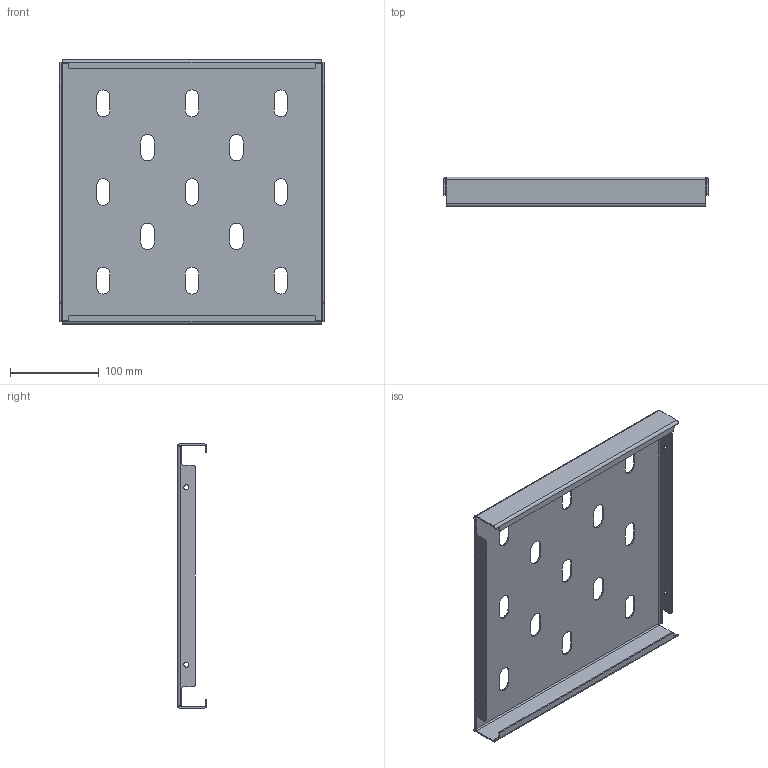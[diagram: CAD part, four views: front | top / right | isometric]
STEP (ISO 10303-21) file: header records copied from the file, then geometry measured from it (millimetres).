
FILE_DESCRIPTION (( 'STEP AP214' ), '1' );
FILE_NAME ('945.144.STEP', '2024-10-04T05:06:53', ( '' ), ( '' ), 'SwSTEP 2.0', 'SolidWorks 2021', '' );
FILE_SCHEMA (( 'AUTOMOTIVE_DESIGN' ));
Length unit declared in the file: millimetre
Products named in the file (1): 945.144
Bounding box: 298 x 33 x 298 mm (x, y, z)
Volume: 171731.8 mm3; surface area: 232674.1 mm2
Topology: 1 solids, 1 shells, 159 faces, 431 edges, 274 vertices
Faces by surface type: cylinder 83, plane 76
Entity records: 5145 total; most frequent: CARTESIAN_POINT 913, DIRECTION 909, ORIENTED_EDGE 862, EDGE_CURVE 431, AXIS2_PLACEMENT_3D 326, VERTEX_POINT 274, LINE 257, VECTOR 257
